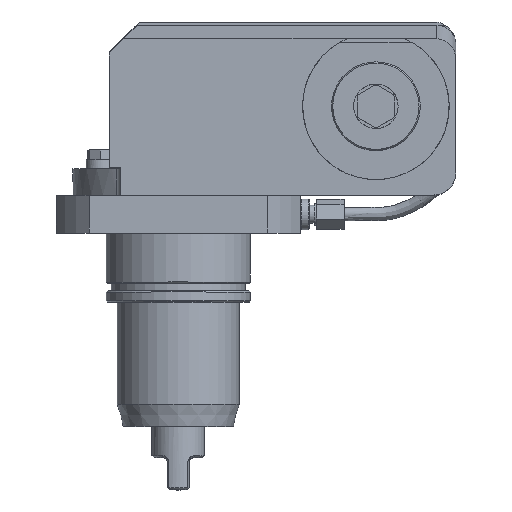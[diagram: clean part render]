
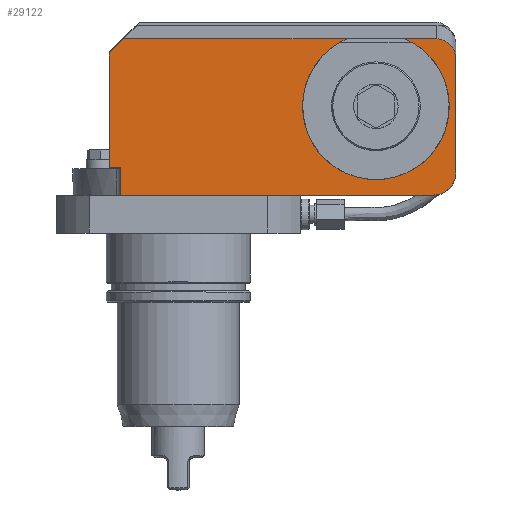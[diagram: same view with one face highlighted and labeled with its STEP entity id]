
A CAD part, top view. The second image highlights one B-rep face of the part: STEP entity #29122.
In plain terms, the highlighted planar face has unit normal (0, 0, 1).
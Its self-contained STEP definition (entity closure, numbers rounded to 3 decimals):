
#21 = ORIENTED_EDGE ( 'NONE', *, *, #17085, .T. ) ;
#348 = VERTEX_POINT ( 'NONE', #382 ) ;
#382 = CARTESIAN_POINT ( 'NONE',  ( -26., -40., 110. ) ) ;
#798 = DIRECTION ( 'NONE',  ( -1., 0., 0. ) ) ;
#817 = EDGE_CURVE ( 'NONE', #10428, #20445, #23398, .T. ) ;
#1039 = CARTESIAN_POINT ( 'NONE',  ( 86.99, 30.352, 110. ) ) ;
#1048 = VECTOR ( 'NONE', #798, 1000. ) ;
#1551 = EDGE_CURVE ( 'NONE', #7129, #12272, #28296, .T. ) ;
#1937 =( BOUNDED_CURVE ( )  B_SPLINE_CURVE ( 3, ( #27356, #16847, #25409, #27504 ),
 .UNSPECIFIED., .F., .F. ) 
 B_SPLINE_CURVE_WITH_KNOTS ( ( 4, 4 ),
 ( 1.571, 3.142 ),
 .UNSPECIFIED. ) 
 CURVE ( )  GEOMETRIC_REPRESENTATION_ITEM ( )  RATIONAL_B_SPLINE_CURVE ( ( 1., 0.805, 0.805, 1. ) ) 
 REPRESENTATION_ITEM ( '' )  );
#2345 = EDGE_CURVE ( 'NONE', #12384, #13851, #26474, .T. ) ;
#3073 = DIRECTION ( 'NONE',  ( -1., 0., 0. ) ) ;
#3215 = ORIENTED_EDGE ( 'NONE', *, *, #25304, .T. ) ;
#3307 = VECTOR ( 'NONE', #10272, 1000. ) ;
#4312 = DIRECTION ( 'NONE',  ( -1., 0.001, 0. ) ) ;
#5477 = DIRECTION ( 'NONE',  ( -1., 0., 0. ) ) ;
#5544 = ORIENTED_EDGE ( 'NONE', *, *, #17606, .F. ) ;
#5740 = VECTOR ( 'NONE', #29031, 1000. ) ;
#5772 = CARTESIAN_POINT ( 'NONE',  ( 125., 30.352, 110. ) ) ;
#6000 = VECTOR ( 'NONE', #18579, 1000. ) ;
#6172 = LINE ( 'NONE', #19754, #24652 ) ;
#6615 = LINE ( 'NONE', #22585, #5740 ) ;
#7129 = VERTEX_POINT ( 'NONE', #26043 ) ;
#7850 = LINE ( 'NONE', #16838, #18723 ) ;
#8012 = CARTESIAN_POINT ( 'NONE',  ( 101.982, 30.339, 110. ) ) ;
#8084 = CARTESIAN_POINT ( 'NONE',  ( 76.047, 30.352, 110. ) ) ;
#8285 = ORIENTED_EDGE ( 'NONE', *, *, #817, .F. ) ;
#8458 = DIRECTION ( 'NONE',  ( 0., 0., 1. ) ) ;
#8578 = VERTEX_POINT ( 'NONE', #1039 ) ;
#9101 = DIRECTION ( 'NONE',  ( 0., 0., 1. ) ) ;
#9233 = EDGE_CURVE ( 'NONE', #19716, #10428, #6615, .T. ) ;
#9522 = EDGE_LOOP ( 'NONE', ( #23615, #17870, #22066, #21, #24908, #8285, #20843, #17141, #5544, #18569, #18203, #3215 ) ) ;
#10180 = EDGE_CURVE ( 'NONE', #13851, #8578, #29147, .T. ) ;
#10272 = DIRECTION ( 'NONE',  ( 0.707, 0.707, 0. ) ) ;
#10428 = VERTEX_POINT ( 'NONE', #18862 ) ;
#10623 = EDGE_CURVE ( 'NONE', #20445, #11879, #11321, .T. ) ;
#11233 = CARTESIAN_POINT ( 'NONE',  ( 116.5, 30.352, 110. ) ) ;
#11321 = LINE ( 'NONE', #25530, #3307 ) ;
#11658 = LINE ( 'NONE', #18432, #6000 ) ;
#11879 = VERTEX_POINT ( 'NONE', #17154 ) ;
#12272 = VERTEX_POINT ( 'NONE', #17334 ) ;
#12384 = VERTEX_POINT ( 'NONE', #8084 ) ;
#13851 = VERTEX_POINT ( 'NONE', #8012 ) ;
#14444 = DIRECTION ( 'NONE',  ( 0., -1., 0. ) ) ;
#14743 = DIRECTION ( 'NONE',  ( 1., 0., 0. ) ) ;
#15426 = CARTESIAN_POINT ( 'NONE',  ( 135.694, 30.311, 110. ) ) ;
#15540 = CARTESIAN_POINT ( 'NONE',  ( -26., -27.5, 110. ) ) ;
#16403 = AXIS2_PLACEMENT_3D ( 'NONE', #16428, #9101, #27332 ) ;
#16428 = CARTESIAN_POINT ( 'NONE',  ( 115., -30., 110. ) ) ;
#16838 = CARTESIAN_POINT ( 'NONE',  ( 125., -40., 110. ) ) ;
#16847 = CARTESIAN_POINT ( 'NONE',  ( 125., 26.66, 110. ) ) ;
#17085 = EDGE_CURVE ( 'NONE', #12384, #11879, #21177, .T. ) ;
#17141 = ORIENTED_EDGE ( 'NONE', *, *, #28515, .F. ) ;
#17154 = CARTESIAN_POINT ( 'NONE',  ( -24.648, 30.352, 110. ) ) ;
#17334 = CARTESIAN_POINT ( 'NONE',  ( 125., -30., 110. ) ) ;
#17606 = EDGE_CURVE ( 'NONE', #7129, #348, #6172, .T. ) ;
#17717 = VERTEX_POINT ( 'NONE', #11233 ) ;
#17870 = ORIENTED_EDGE ( 'NONE', *, *, #10180, .F. ) ;
#18203 = ORIENTED_EDGE ( 'NONE', *, *, #23714, .F. ) ;
#18432 = CARTESIAN_POINT ( 'NONE',  ( -26., -27.5, 110. ) ) ;
#18569 = ORIENTED_EDGE ( 'NONE', *, *, #1551, .T. ) ;
#18579 = DIRECTION ( 'NONE',  ( 0., 1., 0. ) ) ;
#18723 = VECTOR ( 'NONE', #14444, 1000. ) ;
#18862 = CARTESIAN_POINT ( 'NONE',  ( -31., -27.5, 110. ) ) ;
#19716 = VERTEX_POINT ( 'NONE', #15540 ) ;
#19754 = CARTESIAN_POINT ( 'NONE',  ( -26., -40., 110. ) ) ;
#19790 = PLANE ( 'NONE',  #22228 ) ;
#20445 = VERTEX_POINT ( 'NONE', #25823 ) ;
#20567 = VECTOR ( 'NONE', #28610, 1000. ) ;
#20843 = ORIENTED_EDGE ( 'NONE', *, *, #9233, .F. ) ;
#21177 = LINE ( 'NONE', #23589, #26131 ) ;
#21515 = VECTOR ( 'NONE', #4312, 1000. ) ;
#21562 = VERTEX_POINT ( 'NONE', #21896 ) ;
#21896 = CARTESIAN_POINT ( 'NONE',  ( 125., 21.439, 110. ) ) ;
#22066 = ORIENTED_EDGE ( 'NONE', *, *, #2345, .F. ) ;
#22228 = AXIS2_PLACEMENT_3D ( 'NONE', #28910, #8458, #14743 ) ;
#22585 = CARTESIAN_POINT ( 'NONE',  ( -26., -27.5, 110. ) ) ;
#23398 = LINE ( 'NONE', #28331, #20567 ) ;
#23587 = AXIS2_PLACEMENT_3D ( 'NONE', #28806, #26432, #24630 ) ;
#23589 = CARTESIAN_POINT ( 'NONE',  ( 125., 30.352, 110. ) ) ;
#23615 = ORIENTED_EDGE ( 'NONE', *, *, #26410, .T. ) ;
#23714 = EDGE_CURVE ( 'NONE', #21562, #12272, #7850, .T. ) ;
#24630 = DIRECTION ( 'NONE',  ( 0.708, 0.707, 0. ) ) ;
#24652 = VECTOR ( 'NONE', #5477, 1000. ) ;
#24908 = ORIENTED_EDGE ( 'NONE', *, *, #10623, .F. ) ;
#25304 = EDGE_CURVE ( 'NONE', #21562, #17717, #1937, .T. ) ;
#25409 = CARTESIAN_POINT ( 'NONE',  ( 121.479, 30.352, 110. ) ) ;
#25530 = CARTESIAN_POINT ( 'NONE',  ( -31., 24., 110. ) ) ;
#25823 = CARTESIAN_POINT ( 'NONE',  ( -31., 24., 110. ) ) ;
#26043 = CARTESIAN_POINT ( 'NONE',  ( 115., -40., 110. ) ) ;
#26131 = VECTOR ( 'NONE', #3073, 1000. ) ;
#26410 = EDGE_CURVE ( 'NONE', #17717, #8578, #28613, .T. ) ;
#26432 = DIRECTION ( 'NONE',  ( 0., 0., 1. ) ) ;
#26474 = CIRCLE ( 'NONE', #23587, 33. ) ;
#27332 = DIRECTION ( 'NONE',  ( 1., 0., 0. ) ) ;
#27356 = CARTESIAN_POINT ( 'NONE',  ( 125., 21.439, 110. ) ) ;
#27504 = CARTESIAN_POINT ( 'NONE',  ( 116.5, 30.352, 110. ) ) ;
#28296 = CIRCLE ( 'NONE', #16403, 10. ) ;
#28331 = CARTESIAN_POINT ( 'NONE',  ( -31., -27.5, 110. ) ) ;
#28515 = EDGE_CURVE ( 'NONE', #348, #19716, #11658, .T. ) ;
#28600 = FACE_OUTER_BOUND ( 'NONE', #9522, .T. ) ;
#28610 = DIRECTION ( 'NONE',  ( 0., 1., 0. ) ) ;
#28613 = LINE ( 'NONE', #5772, #1048 ) ;
#28806 = CARTESIAN_POINT ( 'NONE',  ( 89., 0., 110. ) ) ;
#28910 = CARTESIAN_POINT ( 'NONE',  ( -26., -40., 110. ) ) ;
#29031 = DIRECTION ( 'NONE',  ( -1., 0., 0. ) ) ;
#29122 = ADVANCED_FACE ( 'Defeature completata1_1473', ( #28600 ), #19790, .T. ) ;
#29147 = LINE ( 'NONE', #15426, #21515 ) ;
